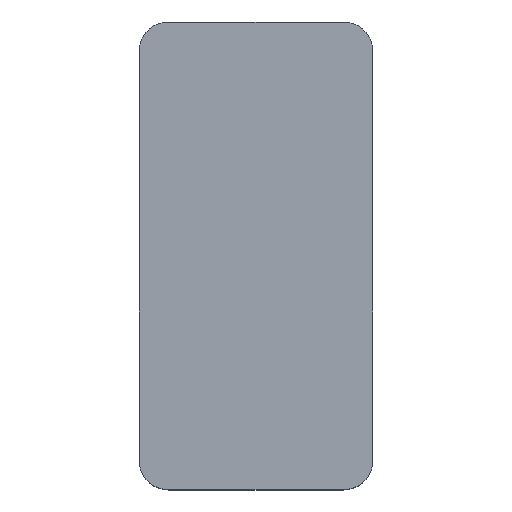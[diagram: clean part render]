
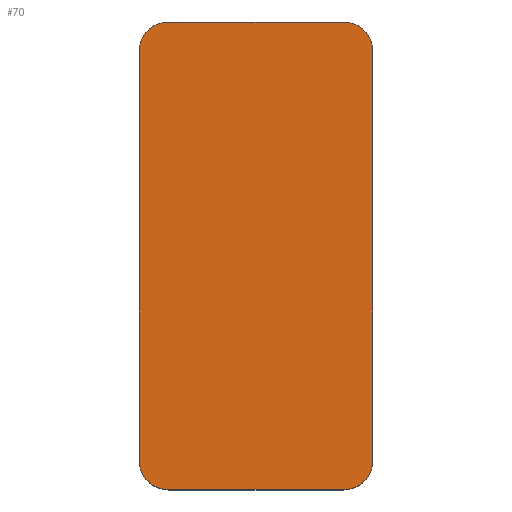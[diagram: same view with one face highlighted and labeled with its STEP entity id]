
A CAD part, top view. The second image highlights one B-rep face of the part: STEP entity #70.
In plain terms, the highlighted planar face has unit normal (0, 0, 1).
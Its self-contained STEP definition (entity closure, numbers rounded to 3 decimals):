
#53=CIRCLE('',#281,3.2);
#55=CIRCLE('',#286,3.2);
#57=CIRCLE('',#289,3.2);
#58=CIRCLE('',#290,3.2);
#70=ADVANCED_FACE('',(#91),#82,.T.);
#82=PLANE('',#291);
#91=FACE_OUTER_BOUND('',#100,.T.);
#100=EDGE_LOOP('',(#133,#134,#135,#136,#137,#138,#139,#140));
#133=ORIENTED_EDGE('',*,*,#192,.F.);
#134=ORIENTED_EDGE('',*,*,#206,.F.);
#135=ORIENTED_EDGE('',*,*,#207,.F.);
#136=ORIENTED_EDGE('',*,*,#208,.F.);
#137=ORIENTED_EDGE('',*,*,#200,.F.);
#138=ORIENTED_EDGE('',*,*,#204,.F.);
#139=ORIENTED_EDGE('',*,*,#197,.F.);
#140=ORIENTED_EDGE('',*,*,#194,.F.);
#171=VERTEX_POINT('',#467);
#172=VERTEX_POINT('',#469);
#173=VERTEX_POINT('',#473);
#175=VERTEX_POINT('',#479);
#177=VERTEX_POINT('',#485);
#178=VERTEX_POINT('',#486);
#181=VERTEX_POINT('',#497);
#182=VERTEX_POINT('',#499);
#192=EDGE_CURVE('',#171,#172,#220,.T.);
#194=EDGE_CURVE('',#172,#173,#53,.T.);
#197=EDGE_CURVE('',#173,#175,#223,.T.);
#200=EDGE_CURVE('',#177,#178,#226,.T.);
#204=EDGE_CURVE('',#175,#177,#55,.T.);
#206=EDGE_CURVE('',#181,#171,#57,.T.);
#207=EDGE_CURVE('',#182,#181,#230,.T.);
#208=EDGE_CURVE('',#178,#182,#58,.T.);
#220=LINE('',#468,#236);
#223=LINE('',#478,#239);
#226=LINE('',#484,#242);
#230=LINE('',#498,#246);
#236=VECTOR('',#313,1.);
#239=VECTOR('',#324,1.);
#242=VECTOR('',#329,1.);
#246=VECTOR('',#343,1.);
#281=AXIS2_PLACEMENT_3D('',#472,#317,#318);
#286=AXIS2_PLACEMENT_3D('',#493,#335,#336);
#289=AXIS2_PLACEMENT_3D('',#496,#341,#342);
#290=AXIS2_PLACEMENT_3D('',#500,#344,#345);
#291=AXIS2_PLACEMENT_3D('',#501,#346,#347);
#313=DIRECTION('',(0.,1.,0.));
#317=DIRECTION('',(0.,0.,-1.));
#318=DIRECTION('',(1.,0.,0.));
#324=DIRECTION('',(1.,0.,0.));
#329=DIRECTION('',(0.,-1.,0.));
#335=DIRECTION('',(0.,0.,-1.));
#336=DIRECTION('',(1.,0.,0.));
#341=DIRECTION('',(0.,0.,-1.));
#342=DIRECTION('',(1.,0.,0.));
#343=DIRECTION('',(-1.,0.,0.));
#344=DIRECTION('',(0.,0.,-1.));
#345=DIRECTION('',(1.,0.,0.));
#346=DIRECTION('',(0.,0.,1.));
#347=DIRECTION('',(1.,0.,0.));
#467=CARTESIAN_POINT('',(-12.7,-22.2,0.));
#468=CARTESIAN_POINT('',(-12.7,22.2,0.));
#469=CARTESIAN_POINT('',(-12.7,22.2,0.));
#472=CARTESIAN_POINT('',(-9.5,22.2,0.));
#473=CARTESIAN_POINT('',(-9.5,25.4,0.));
#478=CARTESIAN_POINT('',(0.,25.4,0.));
#479=CARTESIAN_POINT('',(9.5,25.4,0.));
#484=CARTESIAN_POINT('',(12.7,22.2,0.));
#485=CARTESIAN_POINT('',(12.7,22.2,0.));
#486=CARTESIAN_POINT('',(12.7,-22.2,0.));
#493=CARTESIAN_POINT('',(9.5,22.2,0.));
#496=CARTESIAN_POINT('',(-9.5,-22.2,0.));
#497=CARTESIAN_POINT('',(-9.5,-25.4,0.));
#498=CARTESIAN_POINT('',(0.,-25.4,0.));
#499=CARTESIAN_POINT('',(9.5,-25.4,0.));
#500=CARTESIAN_POINT('',(9.5,-22.2,0.));
#501=CARTESIAN_POINT('',(0.,0.,0.));
